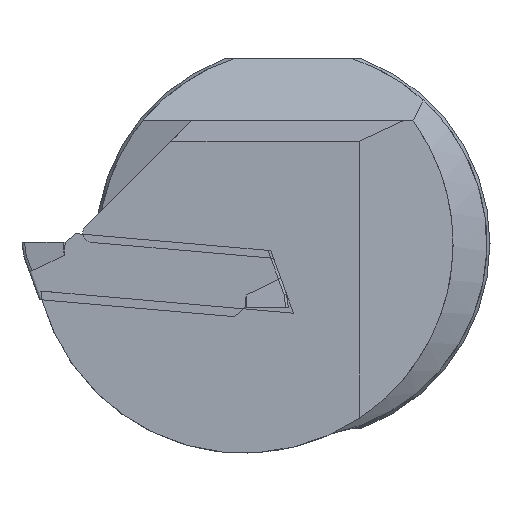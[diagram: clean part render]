
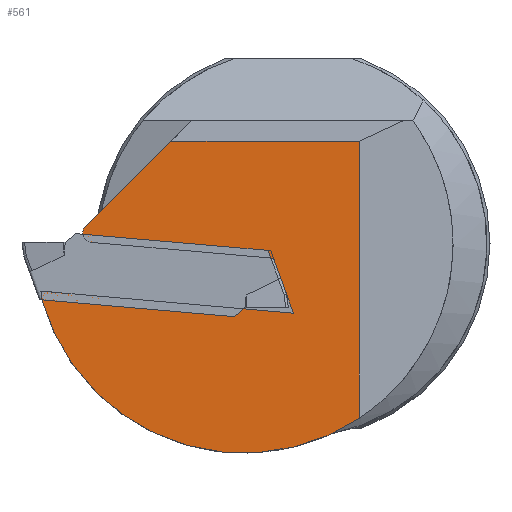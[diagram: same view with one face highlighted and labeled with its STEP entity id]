
A CAD part, left-side view. The second image highlights one B-rep face of the part: STEP entity #561.
In plain terms, the highlighted planar face has unit normal (-1, 0, 0).
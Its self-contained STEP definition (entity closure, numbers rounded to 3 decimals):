
#57=CIRCLE('',#1619,17.);
#58=CIRCLE('',#1620,0.8);
#561=ADVANCED_FACE('',(#659),#608,.T.);
#608=PLANE('',#1621);
#659=FACE_OUTER_BOUND('',#718,.T.);
#718=EDGE_LOOP('',(#960,#961,#962,#963,#964,#965,#966,#967,#968));
#960=ORIENTED_EDGE('',*,*,#1295,.T.);
#961=ORIENTED_EDGE('',*,*,#1296,.F.);
#962=ORIENTED_EDGE('',*,*,#1297,.F.);
#963=ORIENTED_EDGE('',*,*,#1298,.F.);
#964=ORIENTED_EDGE('',*,*,#1299,.F.);
#965=ORIENTED_EDGE('',*,*,#1300,.F.);
#966=ORIENTED_EDGE('',*,*,#1301,.T.);
#967=ORIENTED_EDGE('',*,*,#1302,.T.);
#968=ORIENTED_EDGE('',*,*,#1303,.T.);
#1160=VERTEX_POINT('',#2236);
#1161=VERTEX_POINT('',#2237);
#1162=VERTEX_POINT('',#2239);
#1163=VERTEX_POINT('',#2241);
#1164=VERTEX_POINT('',#2243);
#1165=VERTEX_POINT('',#2245);
#1166=VERTEX_POINT('',#2247);
#1167=VERTEX_POINT('',#2249);
#1168=VERTEX_POINT('',#2251);
#1295=EDGE_CURVE('',#1160,#1161,#1419,.T.);
#1296=EDGE_CURVE('',#1162,#1161,#1420,.T.);
#1297=EDGE_CURVE('',#1163,#1162,#57,.T.);
#1298=EDGE_CURVE('',#1164,#1163,#1421,.T.);
#1299=EDGE_CURVE('',#1165,#1164,#1422,.T.);
#1300=EDGE_CURVE('',#1166,#1165,#1423,.T.);
#1301=EDGE_CURVE('',#1166,#1167,#58,.T.);
#1302=EDGE_CURVE('',#1167,#1168,#1424,.T.);
#1303=EDGE_CURVE('',#1168,#1160,#1425,.T.);
#1419=LINE('',#2235,#1519);
#1420=LINE('',#2238,#1520);
#1421=LINE('',#2242,#1521);
#1422=LINE('',#2244,#1522);
#1423=LINE('',#2246,#1523);
#1424=LINE('',#2250,#1524);
#1425=LINE('',#2252,#1525);
#1519=VECTOR('',#1853,1.);
#1520=VECTOR('',#1854,1.);
#1521=VECTOR('',#1857,1.);
#1522=VECTOR('',#1858,1.);
#1523=VECTOR('',#1859,1.);
#1524=VECTOR('',#1862,1.);
#1525=VECTOR('',#1863,1.);
#1619=AXIS2_PLACEMENT_3D('',#2240,#1855,#1856);
#1620=AXIS2_PLACEMENT_3D('',#2248,#1860,#1861);
#1621=AXIS2_PLACEMENT_3D('',#2253,#1864,#1865);
#1853=DIRECTION('',(0.,0.996,0.087));
#1854=DIRECTION('',(0.,0.122,0.993));
#1855=DIRECTION('',(1.,0.,0.));
#1856=DIRECTION('',(0.,1.,0.));
#1857=DIRECTION('',(0.,0.,-1.));
#1858=DIRECTION('',(0.,-1.,0.));
#1859=DIRECTION('',(0.,-0.707,0.707));
#1860=DIRECTION('',(-1.,0.,0.));
#1861=DIRECTION('',(0.,1.,0.));
#1862=DIRECTION('',(0.,-0.996,-0.087));
#1863=DIRECTION('',(0.,-0.342,-0.94));
#1864=DIRECTION('',(-1.,0.,0.));
#1865=DIRECTION('',(0.,1.,0.));
#2235=CARTESIAN_POINT('',(0.4,0.49,-5.596));
#2236=CARTESIAN_POINT('',(0.4,-0.045,-5.643));
#2237=CARTESIAN_POINT('',(0.4,20.463,-3.849));
#2238=CARTESIAN_POINT('',(0.4,20.227,-5.771));
#2239=CARTESIAN_POINT('',(0.4,20.374,-4.57));
#2240=CARTESIAN_POINT('',(0.4,4.,0.));
#2241=CARTESIAN_POINT('',(0.4,-5.4,-14.165));
#2242=CARTESIAN_POINT('',(0.4,-5.4,0.));
#2243=CARTESIAN_POINT('',(0.4,-5.4,8.321));
#2244=CARTESIAN_POINT('',(0.4,0.,8.321));
#2245=CARTESIAN_POINT('',(0.4,9.91,8.321));
#2246=CARTESIAN_POINT('',(0.4,20.64,-2.408));
#2247=CARTESIAN_POINT('',(0.4,16.995,1.237));
#2248=CARTESIAN_POINT('',(0.4,16.267,0.903));
#2249=CARTESIAN_POINT('',(0.4,16.337,0.106));
#2250=CARTESIAN_POINT('',(0.4,0.115,-1.313));
#2251=CARTESIAN_POINT('',(0.4,1.578,-1.185));
#2252=CARTESIAN_POINT('',(0.4,1.774,-0.646));
#2253=CARTESIAN_POINT('',(0.4,0.,0.));
